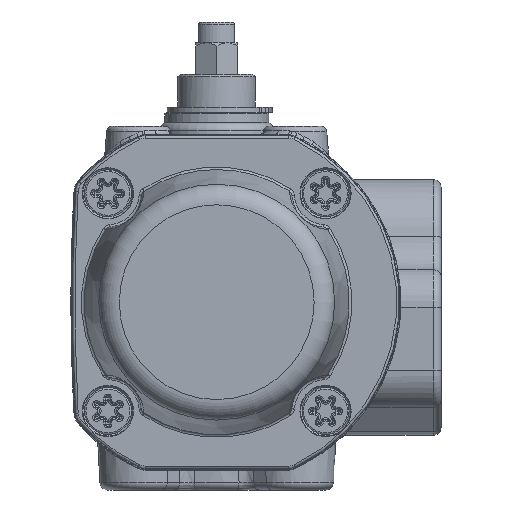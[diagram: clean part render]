
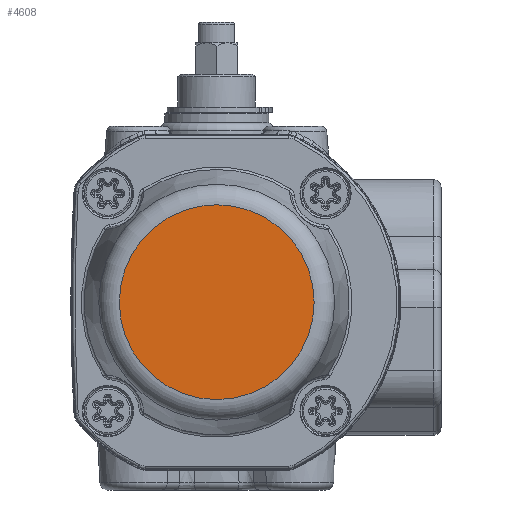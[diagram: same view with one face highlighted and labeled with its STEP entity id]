
A CAD part, front view. The second image highlights one B-rep face of the part: STEP entity #4608.
In plain terms, the highlighted planar face has unit normal (0, -1, 0).
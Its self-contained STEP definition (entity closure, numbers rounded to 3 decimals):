
#4608 = ADVANCED_FACE( '', ( #10044 ), #10045, .F. );
#10044 = FACE_OUTER_BOUND( '', #39978, .T. );
#10045 = PLANE( '', #39979 );
#39978 = EDGE_LOOP( '', ( #67187 ) );
#39979 = AXIS2_PLACEMENT_3D( '', #67188, #67189, #67190 );
#67187 = ORIENTED_EDGE( '', *, *, #77905, .T. );
#67188 = CARTESIAN_POINT( '', ( 0., -73., 22. ) );
#67189 = DIRECTION( '', ( 0., 1., 0. ) );
#67190 = DIRECTION( '', ( 0., 0., 1. ) );
#77905 = EDGE_CURVE( '', #86854, #86854, #86855, .F. );
#86854 = VERTEX_POINT( '', #114508 );
#86855 = CIRCLE( '', #114509, 18.67 );
#114508 = CARTESIAN_POINT( '', ( 0., -73., 18.67 ) );
#114509 = AXIS2_PLACEMENT_3D( '', #125207, #125208, #125209 );
#125207 = CARTESIAN_POINT( '', ( 0., -73., 0. ) );
#125208 = DIRECTION( '', ( 0., 1., 0. ) );
#125209 = DIRECTION( '', ( 0., 0., 1. ) );
